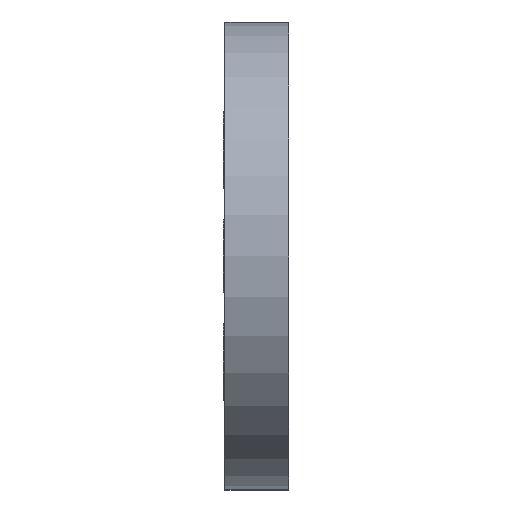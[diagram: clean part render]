
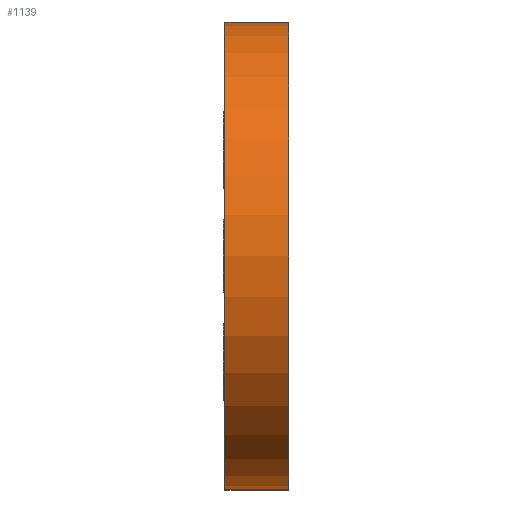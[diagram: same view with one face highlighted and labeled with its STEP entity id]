
A CAD part, front view. The second image highlights one B-rep face of the part: STEP entity #1139.
In plain terms, the highlighted cylindrical face has radius 12.8 mm (diameter 25.6 mm), a partial arc.
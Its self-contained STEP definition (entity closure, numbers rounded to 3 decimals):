
#79=FACE_OUTER_BOUND('',#149,.T.);
#149=EDGE_LOOP('',(#911,#912,#913,#914));
#249=LINE('',#1909,#347);
#252=LINE('',#1915,#350);
#347=VECTOR('',#1533,10.);
#350=VECTOR('',#1538,10.);
#428=CIRCLE('',#1239,12.8);
#443=CIRCLE('',#1268,12.8);
#519=VERTEX_POINT('',#1818);
#520=VERTEX_POINT('',#1820);
#549=VERTEX_POINT('',#1908);
#551=VERTEX_POINT('',#1914);
#637=EDGE_CURVE('',#520,#519,#428,.T.);
#683=EDGE_CURVE('',#549,#520,#249,.T.);
#686=EDGE_CURVE('',#551,#519,#252,.T.);
#687=EDGE_CURVE('',#549,#551,#443,.T.);
#911=ORIENTED_EDGE('',*,*,#637,.T.);
#912=ORIENTED_EDGE('',*,*,#686,.F.);
#913=ORIENTED_EDGE('',*,*,#687,.F.);
#914=ORIENTED_EDGE('',*,*,#683,.T.);
#1097=CYLINDRICAL_SURFACE('',#1267,12.8);
#1139=ADVANCED_FACE('',(#79),#1097,.T.);
#1239=AXIS2_PLACEMENT_3D('',#1821,#1446,#1447);
#1267=AXIS2_PLACEMENT_3D('',#1913,#1536,#1537);
#1268=AXIS2_PLACEMENT_3D('',#1916,#1539,#1540);
#1446=DIRECTION('center_axis',(1.,0.,0.));
#1447=DIRECTION('ref_axis',(0.,0.,-1.));
#1533=DIRECTION('',(-1.,0.,0.));
#1536=DIRECTION('center_axis',(1.,0.,0.));
#1537=DIRECTION('ref_axis',(0.,0.,-1.));
#1538=DIRECTION('',(-1.,0.,0.));
#1539=DIRECTION('center_axis',(1.,0.,0.));
#1540=DIRECTION('ref_axis',(0.,0.,-1.));
#1818=CARTESIAN_POINT('',(-42.3,-60.,-12.8));
#1820=CARTESIAN_POINT('',(-42.3,-60.,12.8));
#1821=CARTESIAN_POINT('Origin',(-42.3,-60.,0.));
#1908=CARTESIAN_POINT('',(-38.8,-60.,12.8));
#1909=CARTESIAN_POINT('',(-42.4,-60.,12.8));
#1913=CARTESIAN_POINT('Origin',(-42.4,-60.,0.));
#1914=CARTESIAN_POINT('',(-38.8,-60.,-12.8));
#1915=CARTESIAN_POINT('',(-42.4,-60.,-12.8));
#1916=CARTESIAN_POINT('Origin',(-38.8,-60.,0.));
